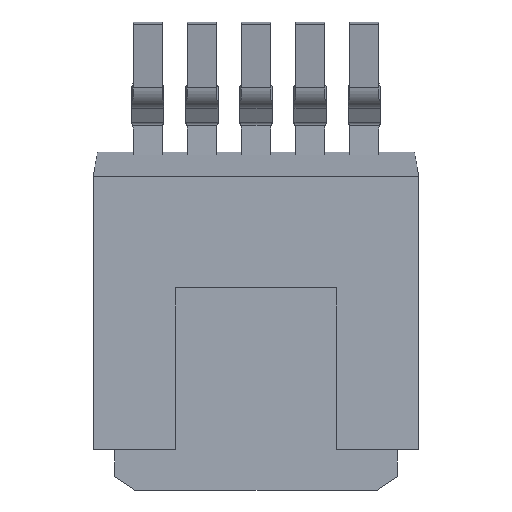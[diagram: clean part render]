
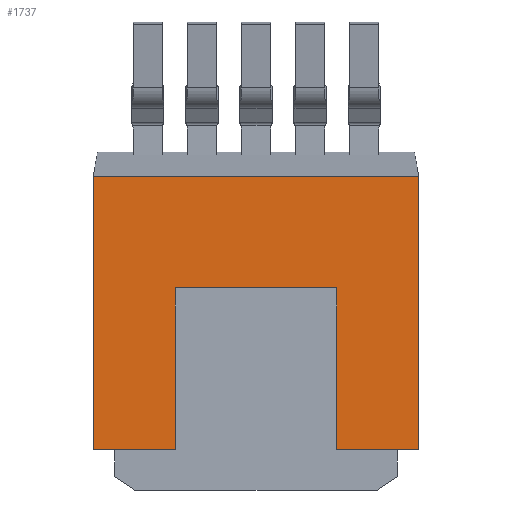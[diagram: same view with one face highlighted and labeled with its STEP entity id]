
A CAD part, front view. The second image highlights one B-rep face of the part: STEP entity #1737.
In plain terms, the highlighted planar face has unit normal (0, -1, 0).
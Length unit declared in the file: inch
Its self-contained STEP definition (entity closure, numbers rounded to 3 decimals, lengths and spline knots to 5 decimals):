
#233 = LINE ( 'NONE', #2268, #4657 ) ;
#313 = VERTEX_POINT ( 'NONE', #1639 ) ;
#357 = ORIENTED_EDGE ( 'NONE', *, *, #1343, .T. ) ;
#462 = DIRECTION ( 'NONE',  ( 0., -1., 0. ) ) ;
#652 = EDGE_CURVE ( 'NONE', #1839, #1571, #5374, .T. ) ;
#679 = EDGE_CURVE ( 'NONE', #4766, #5201, #1948, .T. ) ;
#774 = EDGE_LOOP ( 'NONE', ( #4388, #1141, #2144, #1346, #4736, #3094, #357, #1870 ) ) ;
#874 = CARTESIAN_POINT ( 'NONE',  ( -0.2015, -0.0275, 0.35467 ) ) ;
#908 = CARTESIAN_POINT ( 'NONE',  ( -0.2015, -0.0275, 0.01667 ) ) ;
#994 = EDGE_CURVE ( 'NONE', #4000, #313, #233, .T. ) ;
#1030 = EDGE_CURVE ( 'NONE', #2945, #4766, #1219, .T. ) ;
#1033 = DIRECTION ( 'NONE',  ( 1., 0., 0. ) ) ;
#1141 = ORIENTED_EDGE ( 'NONE', *, *, #1030, .T. ) ;
#1219 = LINE ( 'NONE', #2459, #2361 ) ;
#1226 = DIRECTION ( 'NONE',  ( 0., 0., 1. ) ) ;
#1241 = CARTESIAN_POINT ( 'NONE',  ( -0.2015, -0.0275, 0.01667 ) ) ;
#1250 = AXIS2_PLACEMENT_3D ( 'NONE', #2111, #462, #4642 ) ;
#1338 = LINE ( 'NONE', #2249, #2483 ) ;
#1343 = EDGE_CURVE ( 'NONE', #1839, #4000, #4179, .T. ) ;
#1346 = ORIENTED_EDGE ( 'NONE', *, *, #5504, .F. ) ;
#1393 = DIRECTION ( 'NONE',  ( 0., 0., -1. ) ) ;
#1410 = DIRECTION ( 'NONE',  ( -1., 0., 0. ) ) ;
#1571 = VERTEX_POINT ( 'NONE', #3296 ) ;
#1639 = CARTESIAN_POINT ( 'NONE',  ( 0.2015, -0.0275, 0.35467 ) ) ;
#1722 = DIRECTION ( 'NONE',  ( 1., 0., 0. ) ) ;
#1737 = ADVANCED_FACE ( 'NONE', ( #3023 ), #3638, .T. ) ;
#1839 = VERTEX_POINT ( 'NONE', #5337 ) ;
#1870 = ORIENTED_EDGE ( 'NONE', *, *, #994, .T. ) ;
#1948 = LINE ( 'NONE', #1241, #2839 ) ;
#2111 = CARTESIAN_POINT ( 'NONE',  ( 0., -0.0275, 0. ) ) ;
#2139 = LINE ( 'NONE', #874, #4302 ) ;
#2144 = ORIENTED_EDGE ( 'NONE', *, *, #679, .T. ) ;
#2249 = CARTESIAN_POINT ( 'NONE',  ( -0.1, -0.0275, 0.21667 ) ) ;
#2268 = CARTESIAN_POINT ( 'NONE',  ( 0.2015, -0.0275, 0.38467 ) ) ;
#2361 = VECTOR ( 'NONE', #4677, 39.37008 ) ;
#2459 = CARTESIAN_POINT ( 'NONE',  ( -0.2015, -0.0275, 0.38467 ) ) ;
#2483 = VECTOR ( 'NONE', #1393, 39.37008 ) ;
#2815 = CARTESIAN_POINT ( 'NONE',  ( 0.2015, -0.0275, 0.01667 ) ) ;
#2839 = VECTOR ( 'NONE', #1033, 39.37008 ) ;
#2945 = VERTEX_POINT ( 'NONE', #4812 ) ;
#2978 = VECTOR ( 'NONE', #1410, 39.37008 ) ;
#3023 = FACE_OUTER_BOUND ( 'NONE', #774, .T. ) ;
#3030 = VECTOR ( 'NONE', #1722, 39.37008 ) ;
#3094 = ORIENTED_EDGE ( 'NONE', *, *, #652, .F. ) ;
#3116 = LINE ( 'NONE', #4835, #2978 ) ;
#3288 = EDGE_CURVE ( 'NONE', #1571, #5309, #3116, .T. ) ;
#3296 = CARTESIAN_POINT ( 'NONE',  ( 0.1, -0.0275, 0.21667 ) ) ;
#3390 = CARTESIAN_POINT ( 'NONE',  ( -0.1, -0.0275, 0.21667 ) ) ;
#3433 = DIRECTION ( 'NONE',  ( 1., 0., 0. ) ) ;
#3638 = PLANE ( 'NONE',  #1250 ) ;
#4000 = VERTEX_POINT ( 'NONE', #2815 ) ;
#4127 = VECTOR ( 'NONE', #5102, 39.37008 ) ;
#4179 = LINE ( 'NONE', #5304, #3030 ) ;
#4302 = VECTOR ( 'NONE', #3433, 39.37008 ) ;
#4388 = ORIENTED_EDGE ( 'NONE', *, *, #5362, .F. ) ;
#4642 = DIRECTION ( 'NONE',  ( 0., 0., -1. ) ) ;
#4657 = VECTOR ( 'NONE', #1226, 39.37008 ) ;
#4677 = DIRECTION ( 'NONE',  ( 0., 0., -1. ) ) ;
#4736 = ORIENTED_EDGE ( 'NONE', *, *, #3288, .F. ) ;
#4766 = VERTEX_POINT ( 'NONE', #908 ) ;
#4812 = CARTESIAN_POINT ( 'NONE',  ( -0.2015, -0.0275, 0.35467 ) ) ;
#4835 = CARTESIAN_POINT ( 'NONE',  ( 0.1, -0.0275, 0.21667 ) ) ;
#5071 = CARTESIAN_POINT ( 'NONE',  ( -0.1, -0.0275, 0.01667 ) ) ;
#5102 = DIRECTION ( 'NONE',  ( 0., 0., 1. ) ) ;
#5135 = CARTESIAN_POINT ( 'NONE',  ( 0.1, -0.0275, 0.01667 ) ) ;
#5201 = VERTEX_POINT ( 'NONE', #5071 ) ;
#5304 = CARTESIAN_POINT ( 'NONE',  ( -0.2015, -0.0275, 0.01667 ) ) ;
#5309 = VERTEX_POINT ( 'NONE', #3390 ) ;
#5337 = CARTESIAN_POINT ( 'NONE',  ( 0.1, -0.0275, 0.01667 ) ) ;
#5362 = EDGE_CURVE ( 'NONE', #2945, #313, #2139, .T. ) ;
#5374 = LINE ( 'NONE', #5135, #4127 ) ;
#5504 = EDGE_CURVE ( 'NONE', #5309, #5201, #1338, .T. ) ;
